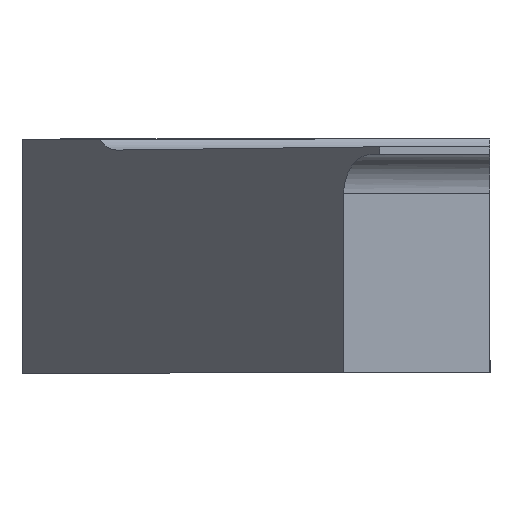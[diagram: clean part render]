
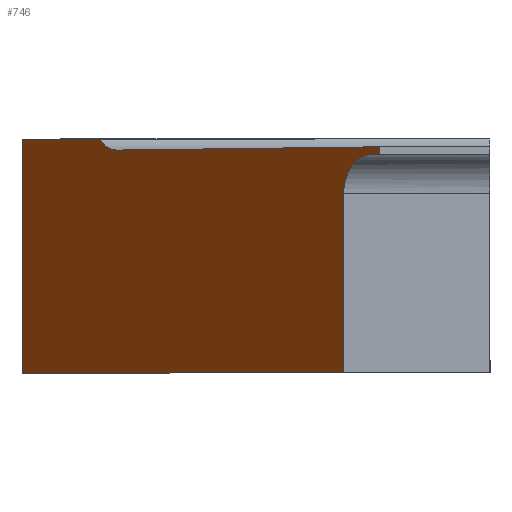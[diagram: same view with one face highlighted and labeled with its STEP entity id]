
A CAD part, left-side view. The second image highlights one B-rep face of the part: STEP entity #746.
In plain terms, the highlighted planar face has unit normal (-0.574, 0.819, 0).
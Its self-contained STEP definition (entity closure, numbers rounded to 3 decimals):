
#9 = CARTESIAN_POINT ( 'NONE',  ( 0.663, 1.875, -1.5 ) ) ;
#18 =( BOUNDED_CURVE ( )  B_SPLINE_CURVE ( 3, ( #721, #58, #567, #314 ),
 .UNSPECIFIED., .F., .F. ) 
 B_SPLINE_CURVE_WITH_KNOTS ( ( 4, 4 ),
 ( 4.712, 6.283 ),
 .UNSPECIFIED. ) 
 CURVE ( )  GEOMETRIC_REPRESENTATION_ITEM ( )  RATIONAL_B_SPLINE_CURVE ( ( 1., 0.805, 0.805, 1. ) ) 
 REPRESENTATION_ITEM ( '' )  );
#22 = CARTESIAN_POINT ( 'NONE',  ( 0.161, 1.524, 1.301 ) ) ;
#31 = LINE ( 'NONE', #98, #361 ) ;
#34 = LINE ( 'NONE', #281, #581 ) ;
#36 = FACE_OUTER_BOUND ( 'NONE', #139, .T. ) ;
#38 = CARTESIAN_POINT ( 'NONE',  ( 0.163, 1.525, 1.301 ) ) ;
#40 = CARTESIAN_POINT ( 'NONE',  ( 0., 1.411, 1.5 ) ) ;
#58 = CARTESIAN_POINT ( 'NONE',  ( 0.456, 1.73, 1.301 ) ) ;
#60 = CARTESIAN_POINT ( 'NONE',  ( 0., 1.411, -1.5 ) ) ;
#71 = CARTESIAN_POINT ( 'NONE',  ( 0.163, 1.525, 1.301 ) ) ;
#72 = EDGE_CURVE ( 'NONE', #601, #739, #31, .T. ) ;
#85 = VERTEX_POINT ( 'NONE', #9 ) ;
#86 = DIRECTION ( 'NONE',  ( 0.819, 0.574, 0.007 ) ) ;
#92 = ORIENTED_EDGE ( 'NONE', *, *, #676, .F. ) ;
#94 = CARTESIAN_POINT ( 'NONE',  ( 6.554, 6., -1.5 ) ) ;
#97 = ORIENTED_EDGE ( 'NONE', *, *, #160, .F. ) ;
#98 = CARTESIAN_POINT ( 'NONE',  ( 0.017, 1.423, 1.4 ) ) ;
#109 = CARTESIAN_POINT ( 'NONE',  ( 0.663, 1.875, 0.801 ) ) ;
#118 = EDGE_CURVE ( 'NONE', #710, #147, #384, .T. ) ;
#121 = VECTOR ( 'NONE', #369, 1000. ) ;
#133 = CARTESIAN_POINT ( 'NONE',  ( 6.554, 6., 1.5 ) ) ;
#139 = EDGE_LOOP ( 'NONE', ( #470, #97, #413, #430, #348, #442, #556, #701, #245, #92 ) ) ;
#147 = VERTEX_POINT ( 'NONE', #401 ) ;
#160 = EDGE_CURVE ( 'NONE', #298, #218, #706, .T. ) ;
#189 = VECTOR ( 'NONE', #729, 1000. ) ;
#194 = VERTEX_POINT ( 'NONE', #109 ) ;
#201 = LINE ( 'NONE', #40, #238 ) ;
#206 = PLANE ( 'NONE',  #742 ) ;
#208 = LINE ( 'NONE', #241, #121 ) ;
#218 = VERTEX_POINT ( 'NONE', #133 ) ;
#221 = DIRECTION ( 'NONE',  ( 0., 0., 1. ) ) ;
#233 = CARTESIAN_POINT ( 'NONE',  ( 5.049, 4.946, 1.407 ) ) ;
#238 = VECTOR ( 'NONE', #324, 1000. ) ;
#240 = CARTESIAN_POINT ( 'NONE',  ( 0.663, 1.875, -1.5 ) ) ;
#241 = CARTESIAN_POINT ( 'NONE',  ( 0., 1.411, -1.5 ) ) ;
#245 = ORIENTED_EDGE ( 'NONE', *, *, #72, .F. ) ;
#253 = CARTESIAN_POINT ( 'NONE',  ( 4.939, 4.869, 1.357 ) ) ;
#281 = CARTESIAN_POINT ( 'NONE',  ( 0., 1.411, -1.5 ) ) ;
#296 = CARTESIAN_POINT ( 'NONE',  ( 0.158, 1.522, 1.301 ) ) ;
#298 = VERTEX_POINT ( 'NONE', #94 ) ;
#306 =( BOUNDED_CURVE ( )  B_SPLINE_CURVE ( 3, ( #747, #233, #253, #355 ),
 .UNSPECIFIED., .F., .F. ) 
 B_SPLINE_CURVE_WITH_KNOTS ( ( 4, 4 ),
 ( 0.701, 1.58 ),
 .UNSPECIFIED. ) 
 CURVE ( )  GEOMETRIC_REPRESENTATION_ITEM ( )  RATIONAL_B_SPLINE_CURVE ( ( 1., 0.937, 0.937, 1. ) ) 
 REPRESENTATION_ITEM ( '' )  );
#312 = CARTESIAN_POINT ( 'NONE',  ( 0.16, 1.523, 1.301 ) ) ;
#314 = CARTESIAN_POINT ( 'NONE',  ( 0.663, 1.875, 0.801 ) ) ;
#324 = DIRECTION ( 'NONE',  ( -0.819, -0.574, 0. ) ) ;
#327 =( BOUNDED_CURVE ( )  B_SPLINE_CURVE ( 3, ( #296, #312, #22, #38 ),
 .UNSPECIFIED., .F., .T. ) 
 B_SPLINE_CURVE_WITH_KNOTS ( ( 4, 4 ),
 ( 4.704, 4.712 ),
 .UNSPECIFIED. ) 
 CURVE ( )  GEOMETRIC_REPRESENTATION_ITEM ( )  RATIONAL_B_SPLINE_CURVE ( ( 1., 1., 1., 1. ) ) 
 REPRESENTATION_ITEM ( '' )  );
#329 = LINE ( 'NONE', #240, #189 ) ;
#348 = ORIENTED_EDGE ( 'NONE', *, *, #681, .F. ) ;
#355 = CARTESIAN_POINT ( 'NONE',  ( 4.818, 4.784, 1.358 ) ) ;
#360 = DIRECTION ( 'NONE',  ( 0.574, -0.819, 0. ) ) ;
#361 = VECTOR ( 'NONE', #542, 1000. ) ;
#369 = DIRECTION ( 'NONE',  ( 0., 0., 1. ) ) ;
#372 = EDGE_CURVE ( 'NONE', #298, #85, #34, .T. ) ;
#384 = LINE ( 'NONE', #610, #459 ) ;
#401 = CARTESIAN_POINT ( 'NONE',  ( 0.158, 1.522, 1.301 ) ) ;
#413 = ORIENTED_EDGE ( 'NONE', *, *, #372, .T. ) ;
#430 = ORIENTED_EDGE ( 'NONE', *, *, #455, .F. ) ;
#433 = EDGE_CURVE ( 'NONE', #147, #702, #327, .T. ) ;
#442 = ORIENTED_EDGE ( 'NONE', *, *, #433, .F. ) ;
#455 = EDGE_CURVE ( 'NONE', #194, #85, #329, .T. ) ;
#459 = VECTOR ( 'NONE', #86, 1000. ) ;
#470 = ORIENTED_EDGE ( 'NONE', *, *, #501, .F. ) ;
#488 = CARTESIAN_POINT ( 'NONE',  ( 0., 1.411, 1.3 ) ) ;
#501 = EDGE_CURVE ( 'NONE', #218, #694, #201, .T. ) ;
#518 = CARTESIAN_POINT ( 'NONE',  ( 6.554, 6., -1.5 ) ) ;
#542 = DIRECTION ( 'NONE',  ( -0.819, -0.574, 0.007 ) ) ;
#550 = EDGE_CURVE ( 'NONE', #710, #739, #208, .T. ) ;
#556 = ORIENTED_EDGE ( 'NONE', *, *, #118, .F. ) ;
#567 = CARTESIAN_POINT ( 'NONE',  ( 0.663, 1.875, 1.094 ) ) ;
#569 = CARTESIAN_POINT ( 'NONE',  ( 0., 1.411, 1.4 ) ) ;
#581 = VECTOR ( 'NONE', #625, 1000. ) ;
#590 = VECTOR ( 'NONE', #221, 1000. ) ;
#601 = VERTEX_POINT ( 'NONE', #665 ) ;
#610 = CARTESIAN_POINT ( 'NONE',  ( -0.016, 1.399, 1.3 ) ) ;
#625 = DIRECTION ( 'NONE',  ( -0.819, -0.574, 0. ) ) ;
#665 = CARTESIAN_POINT ( 'NONE',  ( 4.818, 4.784, 1.358 ) ) ;
#671 = CARTESIAN_POINT ( 'NONE',  ( 5.127, 5.001, 1.5 ) ) ;
#676 = EDGE_CURVE ( 'NONE', #694, #601, #306, .T. ) ;
#681 = EDGE_CURVE ( 'NONE', #702, #194, #18, .T. ) ;
#694 = VERTEX_POINT ( 'NONE', #671 ) ;
#701 = ORIENTED_EDGE ( 'NONE', *, *, #550, .T. ) ;
#702 = VERTEX_POINT ( 'NONE', #71 ) ;
#704 = DIRECTION ( 'NONE',  ( 0.819, 0.574, 0. ) ) ;
#706 = LINE ( 'NONE', #518, #590 ) ;
#710 = VERTEX_POINT ( 'NONE', #488 ) ;
#721 = CARTESIAN_POINT ( 'NONE',  ( 0.163, 1.525, 1.301 ) ) ;
#729 = DIRECTION ( 'NONE',  ( 0., 0., -1. ) ) ;
#739 = VERTEX_POINT ( 'NONE', #569 ) ;
#742 = AXIS2_PLACEMENT_3D ( 'NONE', #60, #360, #704 ) ;
#746 = ADVANCED_FACE ( 'NONE', ( #36 ), #206, .F. ) ;
#747 = CARTESIAN_POINT ( 'NONE',  ( 5.127, 5.001, 1.5 ) ) ;
